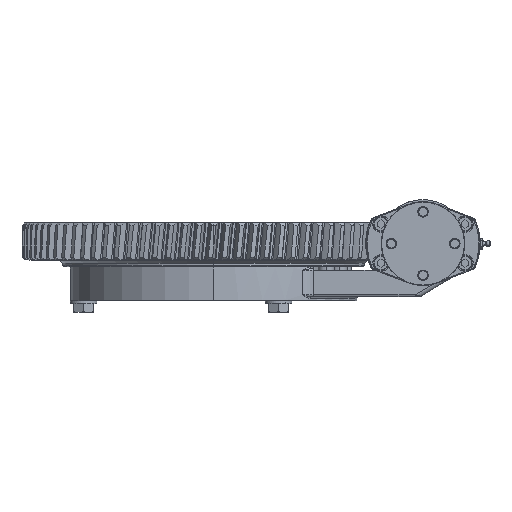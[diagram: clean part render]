
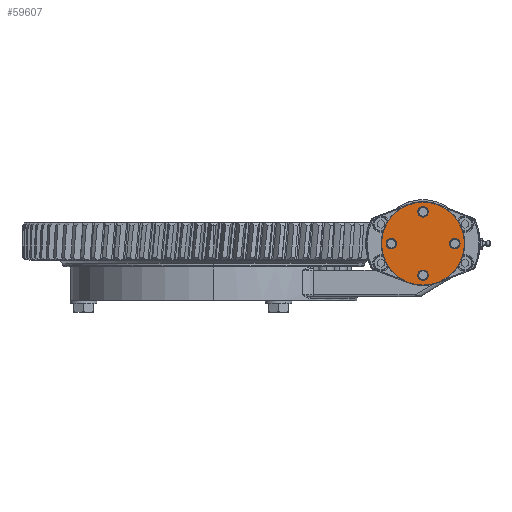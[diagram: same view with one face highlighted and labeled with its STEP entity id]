
A CAD part, left-side view. The second image highlights one B-rep face of the part: STEP entity #59607.
In plain terms, the highlighted planar face has unit normal (-1, 0, 0).
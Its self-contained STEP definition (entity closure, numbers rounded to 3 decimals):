
#940 = CARTESIAN_POINT ( 'NONE',  ( -171.25, -237.6, 47. ) ) ;
#1261 = CIRCLE ( 'NONE', #5636, 47. ) ;
#1428 = DIRECTION ( 'NONE',  ( -1., 0., 0. ) ) ;
#1503 = CIRCLE ( 'NONE', #16956, 3.5 ) ;
#1823 = EDGE_LOOP ( 'NONE', ( #70441, #58685 ) ) ;
#2151 = EDGE_CURVE ( 'NONE', #53679, #23628, #1261, .T. ) ;
#3378 = EDGE_CURVE ( 'NONE', #13581, #48521, #52309, .T. ) ;
#3577 = EDGE_LOOP ( 'NONE', ( #42715, #46462 ) ) ;
#3737 = CARTESIAN_POINT ( 'NONE',  ( -171.25, -237.6, -39.5 ) ) ;
#4498 = AXIS2_PLACEMENT_3D ( 'NONE', #21273, #74663, #68461 ) ;
#5636 = AXIS2_PLACEMENT_3D ( 'NONE', #72532, #54980, #19382 ) ;
#6354 = VERTEX_POINT ( 'NONE', #73309 ) ;
#7407 = CIRCLE ( 'NONE', #73913, 3.5 ) ;
#7634 = CARTESIAN_POINT ( 'NONE',  ( -171.25, -201.6, 0. ) ) ;
#7945 = EDGE_CURVE ( 'NONE', #63020, #21861, #7407, .T. ) ;
#12210 = AXIS2_PLACEMENT_3D ( 'NONE', #7634, #20092, #60867 ) ;
#12475 = FACE_BOUND ( 'NONE', #34819, .T. ) ;
#12671 = CARTESIAN_POINT ( 'NONE',  ( -171.25, -237.6, 32.5 ) ) ;
#13581 = VERTEX_POINT ( 'NONE', #22093 ) ;
#14167 = DIRECTION ( 'NONE',  ( 0., 0., 1. ) ) ;
#14579 = CARTESIAN_POINT ( 'NONE',  ( -171.25, -273.6, 0. ) ) ;
#15711 = CARTESIAN_POINT ( 'NONE',  ( -171.25, -237.6, 36. ) ) ;
#16956 = AXIS2_PLACEMENT_3D ( 'NONE', #14579, #21317, #38484 ) ;
#19382 = DIRECTION ( 'NONE',  ( 0., 0., 1. ) ) ;
#20092 = DIRECTION ( 'NONE',  ( -1., 0., 0. ) ) ;
#21027 = EDGE_CURVE ( 'NONE', #77001, #74445, #60739, .T. ) ;
#21273 = CARTESIAN_POINT ( 'NONE',  ( -171.25, -237.6, -36. ) ) ;
#21317 = DIRECTION ( 'NONE',  ( -1., 0., 0. ) ) ;
#21861 = VERTEX_POINT ( 'NONE', #37062 ) ;
#22093 = CARTESIAN_POINT ( 'NONE',  ( -171.25, -237.6, -32.5 ) ) ;
#22496 = CIRCLE ( 'NONE', #26636, 3.5 ) ;
#22569 = DIRECTION ( 'NONE',  ( 0., 0., 1. ) ) ;
#23628 = VERTEX_POINT ( 'NONE', #69973 ) ;
#23734 = DIRECTION ( 'NONE',  ( 0., 0., 1. ) ) ;
#25110 = DIRECTION ( 'NONE',  ( 0., 0., 1. ) ) ;
#26636 = AXIS2_PLACEMENT_3D ( 'NONE', #73021, #48930, #14167 ) ;
#28260 = DIRECTION ( 'NONE',  ( -1., 0., 0. ) ) ;
#28781 = CARTESIAN_POINT ( 'NONE',  ( -171.25, -201.6, 0. ) ) ;
#29956 = EDGE_CURVE ( 'NONE', #48521, #13581, #48829, .T. ) ;
#32915 = DIRECTION ( 'NONE',  ( -1., 0., 0. ) ) ;
#32928 = CIRCLE ( 'NONE', #61278, 47. ) ;
#34819 = EDGE_LOOP ( 'NONE', ( #47247, #76109 ) ) ;
#35819 = EDGE_CURVE ( 'NONE', #74445, #77001, #22496, .T. ) ;
#37062 = CARTESIAN_POINT ( 'NONE',  ( -171.25, -273.6, -3.5 ) ) ;
#38484 = DIRECTION ( 'NONE',  ( 0., 0., 1. ) ) ;
#41649 = DIRECTION ( 'NONE',  ( 0., 0., 1. ) ) ;
#42479 = CARTESIAN_POINT ( 'NONE',  ( -171.25, -237.6, 39.5 ) ) ;
#42715 = ORIENTED_EDGE ( 'NONE', *, *, #3378, .F. ) ;
#42985 = CARTESIAN_POINT ( 'NONE',  ( -171.25, -237.6, 0. ) ) ;
#44091 = FACE_BOUND ( 'NONE', #1823, .T. ) ;
#44126 = AXIS2_PLACEMENT_3D ( 'NONE', #54720, #61164, #25110 ) ;
#45941 = FACE_BOUND ( 'NONE', #3577, .T. ) ;
#46462 = ORIENTED_EDGE ( 'NONE', *, *, #29956, .F. ) ;
#47247 = ORIENTED_EDGE ( 'NONE', *, *, #67832, .F. ) ;
#47366 = EDGE_CURVE ( 'NONE', #21861, #63020, #1503, .T. ) ;
#48303 = EDGE_CURVE ( 'NONE', #23628, #53679, #32928, .T. ) ;
#48521 = VERTEX_POINT ( 'NONE', #3737 ) ;
#48829 = CIRCLE ( 'NONE', #4498, 3.5 ) ;
#48930 = DIRECTION ( 'NONE',  ( -1., 0., 0. ) ) ;
#52309 = CIRCLE ( 'NONE', #70846, 3.5 ) ;
#53341 = CARTESIAN_POINT ( 'NONE',  ( -171.25, -273.6, 0. ) ) ;
#53679 = VERTEX_POINT ( 'NONE', #940 ) ;
#54416 = DIRECTION ( 'NONE',  ( 0., 0., 1. ) ) ;
#54720 = CARTESIAN_POINT ( 'NONE',  ( -171.25, -237.6, 0. ) ) ;
#54979 = PLANE ( 'NONE',  #44126 ) ;
#54980 = DIRECTION ( 'NONE',  ( -1., 0., 0. ) ) ;
#56246 = VERTEX_POINT ( 'NONE', #61482 ) ;
#56506 = ORIENTED_EDGE ( 'NONE', *, *, #48303, .T. ) ;
#56858 = CIRCLE ( 'NONE', #12210, 3.5 ) ;
#57102 = CIRCLE ( 'NONE', #70603, 3.5 ) ;
#57511 = ORIENTED_EDGE ( 'NONE', *, *, #35819, .F. ) ;
#58685 = ORIENTED_EDGE ( 'NONE', *, *, #47366, .F. ) ;
#58752 = ORIENTED_EDGE ( 'NONE', *, *, #21027, .F. ) ;
#59607 = ADVANCED_FACE ( 'NONE', ( #75566, #44091, #66317, #12475, #45941 ), #54979, .T. ) ;
#60739 = CIRCLE ( 'NONE', #75263, 3.5 ) ;
#60867 = DIRECTION ( 'NONE',  ( 0., 0., 1. ) ) ;
#61164 = DIRECTION ( 'NONE',  ( -1., 0., 0. ) ) ;
#61278 = AXIS2_PLACEMENT_3D ( 'NONE', #42985, #1428, #54416 ) ;
#61482 = CARTESIAN_POINT ( 'NONE',  ( -171.25, -201.6, -3.5 ) ) ;
#62204 = EDGE_LOOP ( 'NONE', ( #72257, #56506 ) ) ;
#62750 = DIRECTION ( 'NONE',  ( 0., 0., 1. ) ) ;
#63020 = VERTEX_POINT ( 'NONE', #65736 ) ;
#65736 = CARTESIAN_POINT ( 'NONE',  ( -171.25, -273.6, 3.5 ) ) ;
#66026 = EDGE_CURVE ( 'NONE', #56246, #6354, #57102, .T. ) ;
#66317 = FACE_BOUND ( 'NONE', #69179, .T. ) ;
#67832 = EDGE_CURVE ( 'NONE', #6354, #56246, #56858, .T. ) ;
#67906 = CARTESIAN_POINT ( 'NONE',  ( -171.25, -237.6, -36. ) ) ;
#68461 = DIRECTION ( 'NONE',  ( 0., 0., 1. ) ) ;
#69179 = EDGE_LOOP ( 'NONE', ( #57511, #58752 ) ) ;
#69973 = CARTESIAN_POINT ( 'NONE',  ( -171.25, -237.6, -47. ) ) ;
#70441 = ORIENTED_EDGE ( 'NONE', *, *, #7945, .F. ) ;
#70603 = AXIS2_PLACEMENT_3D ( 'NONE', #28781, #28260, #22569 ) ;
#70846 = AXIS2_PLACEMENT_3D ( 'NONE', #67906, #32915, #62750 ) ;
#71423 = DIRECTION ( 'NONE',  ( -1., 0., 0. ) ) ;
#71660 = DIRECTION ( 'NONE',  ( -1., 0., 0. ) ) ;
#72257 = ORIENTED_EDGE ( 'NONE', *, *, #2151, .T. ) ;
#72532 = CARTESIAN_POINT ( 'NONE',  ( -171.25, -237.6, 0. ) ) ;
#73021 = CARTESIAN_POINT ( 'NONE',  ( -171.25, -237.6, 36. ) ) ;
#73309 = CARTESIAN_POINT ( 'NONE',  ( -171.25, -201.6, 3.5 ) ) ;
#73913 = AXIS2_PLACEMENT_3D ( 'NONE', #53341, #71660, #41649 ) ;
#74445 = VERTEX_POINT ( 'NONE', #42479 ) ;
#74663 = DIRECTION ( 'NONE',  ( -1., 0., 0. ) ) ;
#75263 = AXIS2_PLACEMENT_3D ( 'NONE', #15711, #71423, #23734 ) ;
#75566 = FACE_OUTER_BOUND ( 'NONE', #62204, .T. ) ;
#76109 = ORIENTED_EDGE ( 'NONE', *, *, #66026, .F. ) ;
#77001 = VERTEX_POINT ( 'NONE', #12671 ) ;
